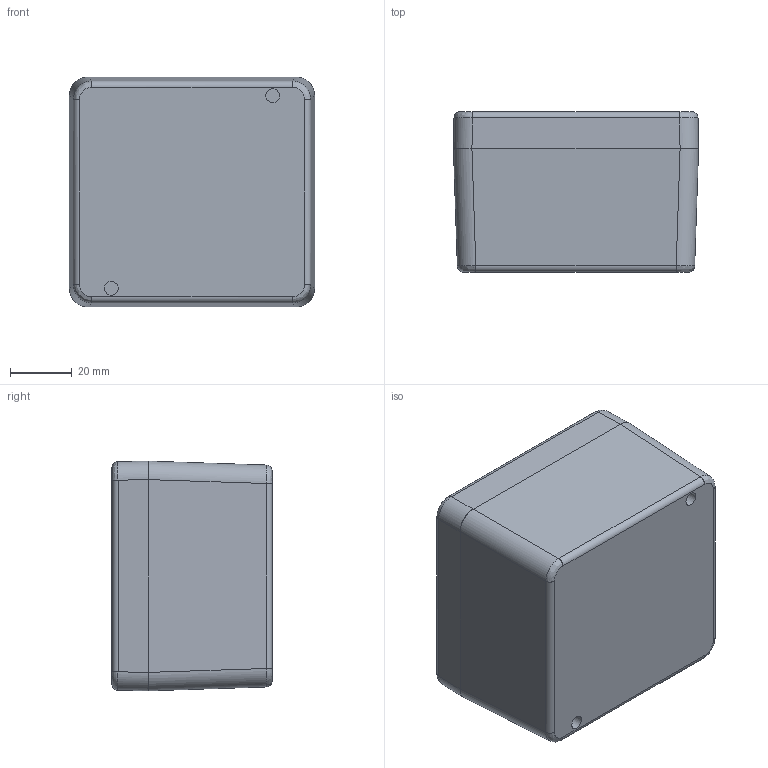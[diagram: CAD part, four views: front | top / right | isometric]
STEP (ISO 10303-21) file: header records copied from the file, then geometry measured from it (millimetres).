
FILE_DESCRIPTION (( 'STEP AP203' ), '1' );
FILE_NAME ('1590Z100GY.step', '2020-11-14T20:05:00', ( 'ADC123' ), ( 'Microsoft' ), 'SwSTEP 2.0', 'SolidWorks 2019', '' );
FILE_SCHEMA (( 'CONFIG_CONTROL_DESIGN' ));
Length unit declared in the file: inch
Products named in the file (1): 1590Z100GY
Bounding box: 79.6 x 52 x 74.6 mm (x, y, z)
Volume: 114775.6 mm3; surface area: 67274.2 mm2
Topology: 8 solids, 8 shells, 515 faces, 1302 edges, 838 vertices
Faces by surface type: plane 247, cylinder 112, cone 86, bspline 62, torus 8
Full cylindrical faces by diameter (mm): 3.242 x10, 3.43 x4, 3.5 x4, 3.88 x4, 4.4 x4, 4.496 x4, 4.5 x2, 4.7 x4, 5.5 x2, 5.971 x2, 7.6 x4
Entity records: 16756 total; most frequent: CARTESIAN_POINT 5191, ORIENTED_EDGE 2432, DIRECTION 2202, EDGE_CURVE 1216, VERTEX_POINT 816, AXIS2_PLACEMENT_3D 790, EDGE_LOOP 636, LINE 622
